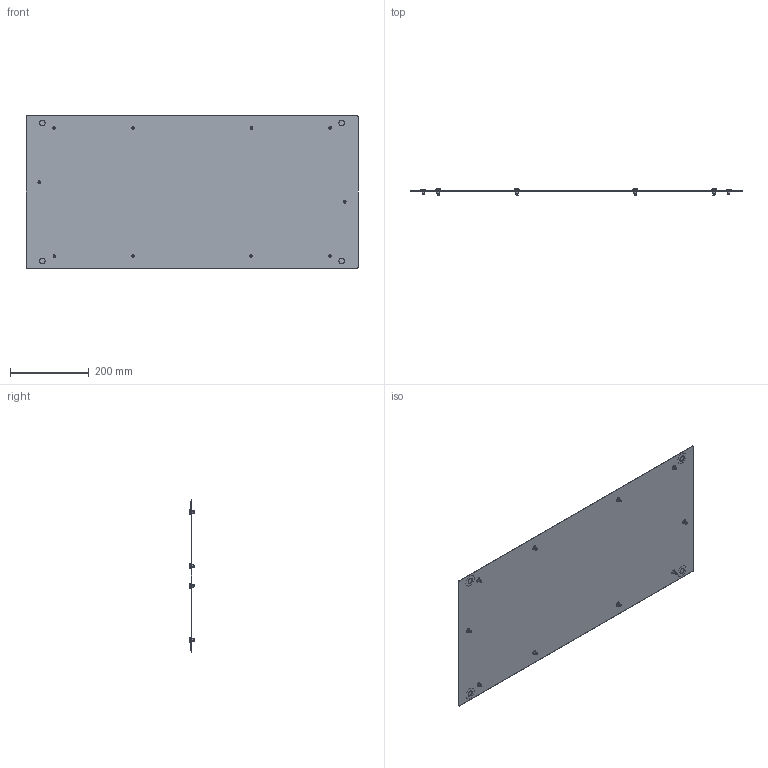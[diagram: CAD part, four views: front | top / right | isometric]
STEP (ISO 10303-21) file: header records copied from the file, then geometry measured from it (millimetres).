
FILE_DESCRIPTION(('STEP AP214'),'1');
FILE_NAME('cctmp_148FC295-1519-469C-A775-FE2DE824F110_2024_05_06_11_30_00_0857..stp','2024-05-06T09:30:01',('SIEMENS A&D'),('CADClick - www.CADClick.com'),'Spatial InterOp 3D',' ','unknown authorization');
FILE_SCHEMA(('AUTOMOTIVE_DESIGN'));
Length unit declared in the file: millimetre
Products named in the file (16): cc_unnamed; 2024_05_06_11_30_00_0842; 2024_05_06_11_30_00_0810; 2024_05_06_11_30_00_0779; 2024_05_06_11_30_00_0748; 2024_05_06_11_30_00_0717; 2024_05_06_11_30_00_0685; 2024_05_06_11_30_00_0654; 2024_05_06_11_30_00_0623; 2024_05_06_11_30_00_0592; 2024_05_06_11_30_00_0560; 2024_05_06_11_30_00_0529; 2024_05_06_11_30_00_0498; 2024_05_06_11_30_00_0467; 2024_05_06_11_30_00_0435; 2024_05_06_11_30_00_0404
Assembly tree (15 placements, depth 2):
  cc_unnamed
    2024_05_06_11_30_00_0842
    2024_05_06_11_30_00_0810
    2024_05_06_11_30_00_0779
    2024_05_06_11_30_00_0748
    2024_05_06_11_30_00_0717
    2024_05_06_11_30_00_0685
    2024_05_06_11_30_00_0654
    2024_05_06_11_30_00_0623
    2024_05_06_11_30_00_0592
    2024_05_06_11_30_00_0560
    2024_05_06_11_30_00_0529
    2024_05_06_11_30_00_0498
    2024_05_06_11_30_00_0467
    2024_05_06_11_30_00_0435
    2024_05_06_11_30_00_0404
Bounding box: 842.5 x 14.75 x 389 mm (x, y, z)
Volume: 498784.7 mm3; surface area: 669034.1 mm2
Topology: 15 solids, 15 shells, 164 faces, 332 edges, 208 vertices
Faces by surface type: cylinder 80, plane 44, cone 40
Entity records: 6161 total; most frequent: DIRECTION 892, CARTESIAN_POINT 720, ORIENTED_EDGE 664, AXIS2_PLACEMENT_3D 380, EDGE_CURVE 332, VERTEX_POINT 208, EDGE_LOOP 202, CIRCLE 200
